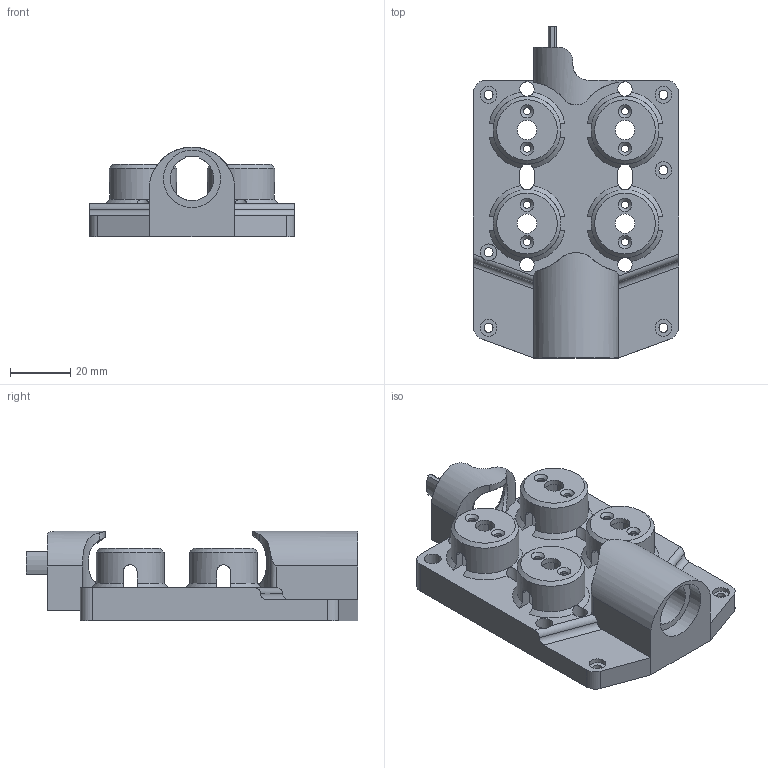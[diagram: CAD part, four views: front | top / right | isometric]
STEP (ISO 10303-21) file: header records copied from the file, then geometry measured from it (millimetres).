
FILE_DESCRIPTION(/* description */ (''),/* implementation_level */ '2;1');
FILE_NAME(/* name */ 'Phoenix 2Stage 32.5mm v1.1.step',/* time_stamp */ '2021-12-19T16:44:46-08:00',/* author */ (''),/* organization */ (''),/* preprocessor_version */ 'ST-DEVELOPER v18.1',/* originating_system */ 'Autodesk Translation Framework v10.10.0.1391',/* authorisation */ '');
FILE_SCHEMA (('AUTOMOTIVE_DESIGN { 1 0 10303 214 3 1 1 }'));
Length unit declared in the file: millimetre
Products named in the file (1): Phoenix 2Stage
Bounding box: 68 x 110.05 x 29.76 mm (x, y, z)
Volume: 62362.2 mm3; surface area: 30725.8 mm2
Topology: 1 solids, 1 shells, 683 faces, 1966 edges, 1287 vertices
Faces by surface type: bspline 360, plane 191, cylinder 90, cone 42
Full cylindrical faces by diameter (mm): 2.4 x8, 3 x6, 4.75 x4, 5.6 x12, 6.4 x4, 19 x1, 22.5 x4
Entity records: 26929 total; most frequent: CARTESIAN_POINT 11423, ORIENTED_EDGE 3932, DIRECTION 2014, EDGE_CURVE 1966, VERTEX_POINT 1287, LINE 914, VECTOR 914, B_SPLINE_CURVE_WITH_KNOTS 794
